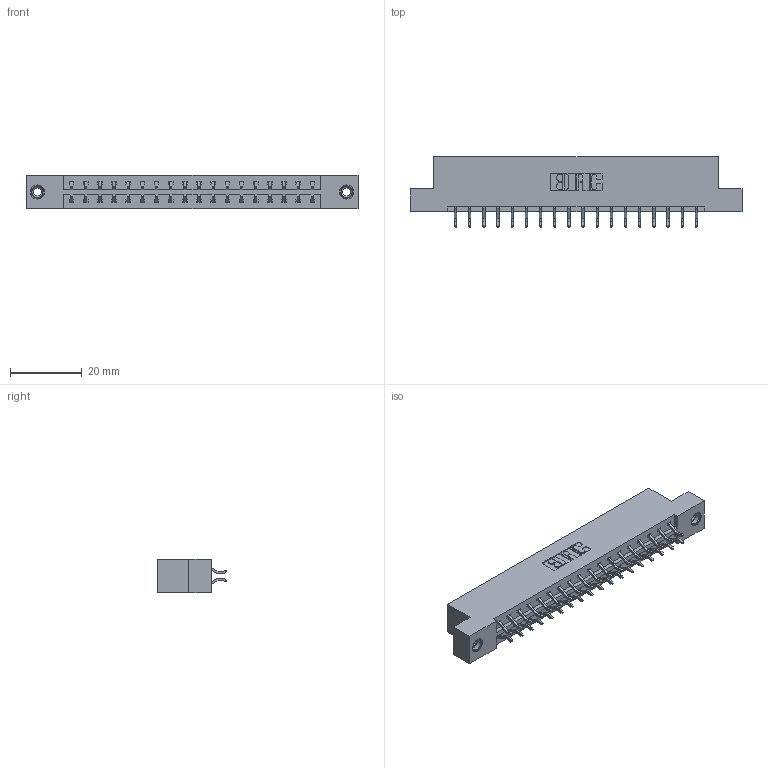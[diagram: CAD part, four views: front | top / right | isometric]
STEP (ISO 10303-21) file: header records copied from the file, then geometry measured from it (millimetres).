
FILE_DESCRIPTION (( 'STEP AP203' ), '1' );
FILE_NAME ('833-036-556-208.STEP', '2020-06-03T03:47:01', ( '' ), ( '' ), 'SwSTEP 2.0', 'SolidWorks 2020', '' );
FILE_SCHEMA (( 'CONFIG_CONTROL_DESIGN' ));
Length unit declared in the file: inch
Products named in the file (4): 833 Part_Flush - .156 Dia - TI; 833-036-556-208; 345-250-001_345-250-003-102; 345-292-001_556 Tail
Assembly tree (39 placements, depth 2):
  833-036-556-208
    833 Part_Flush - .156 Dia - TI
    345-292-001_556 Tail  x36
    345-250-001_345-250-003-102  x2
Bounding box: 92.86 x 19.57 x 9.4 mm (x, y, z)
Volume: 9248.3 mm3; surface area: 10662.2 mm2
Topology: 39 solids, 39 shells, 2262 faces, 6675 edges, 4394 vertices
Faces by surface type: plane 1542, cylinder 704, cone 12, torus 4
Entity records: 16090 total; most frequent: CARTESIAN_POINT 2693, ORIENTED_EDGE 2610, DIRECTION 2363, EDGE_CURVE 1305, VECTOR 1149, LINE 1149, VERTEX_POINT 864, AXIS2_PLACEMENT_3D 607
